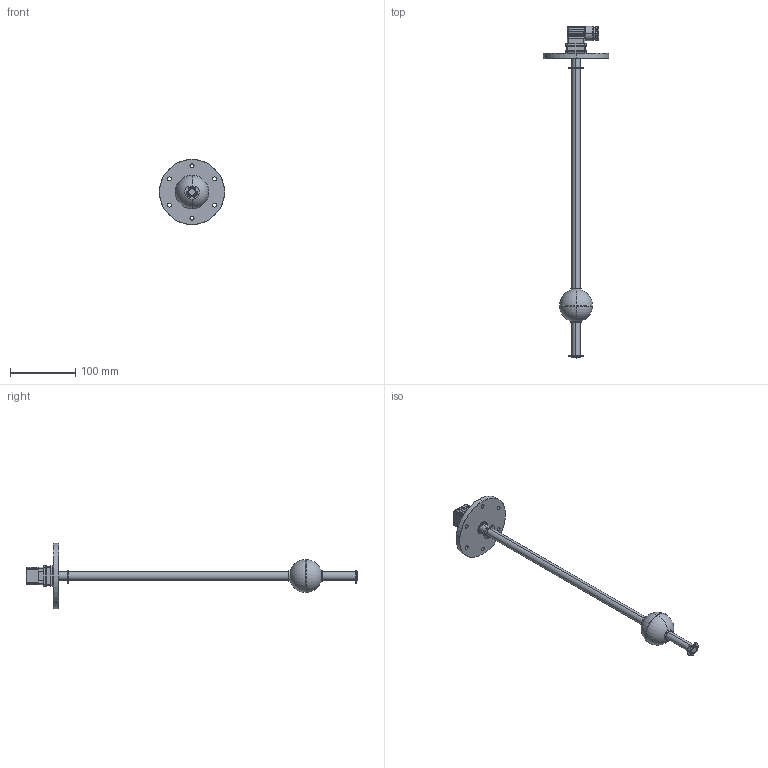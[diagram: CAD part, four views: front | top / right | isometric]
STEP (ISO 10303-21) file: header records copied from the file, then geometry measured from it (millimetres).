
FILE_DESCRIPTION (( 'STEP AP214' ), '1' );
FILE_NAME ('IMRC.STEP', '2020-02-13T09:53:15', ( '' ), ( '' ), 'SwSTEP 2.0', 'SolidWorks 2019', '' );
FILE_SCHEMA (( 'AUTOMOTIVE_DESIGN' ));
Length unit declared in the file: millimetre
Products named in the file (1): IMRC
Bounding box: 100 x 509.96 x 100 mm (x, y, z)
Surface area: 55299.1 mm2 (no closed solid volume)
Topology: 0 solids, 17 shells, 348 faces, 1119 edges, 763 vertices
Faces by surface type: cylinder 172, plane 79, torus 50, bspline 33, sphere 10, cone 4
Entity records: 18442 total; most frequent: CARTESIAN_POINT 5175, DIRECTION 2014, ORIENTED_EDGE 1781, EDGE_CURVE 1115, AXIS2_PLACEMENT_3D 800, VERTEX_POINT 763, CIRCLE 484, LINE 414
